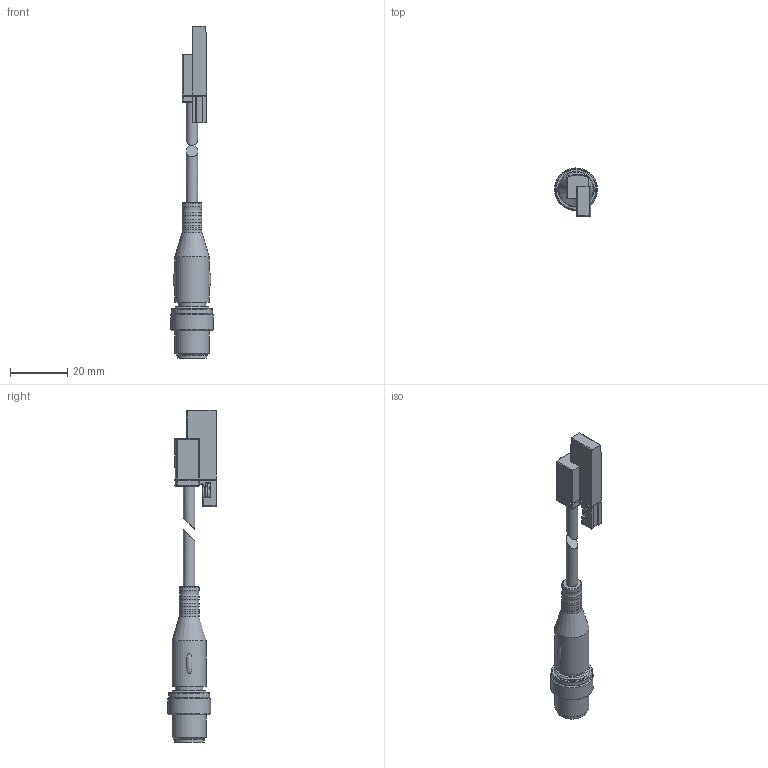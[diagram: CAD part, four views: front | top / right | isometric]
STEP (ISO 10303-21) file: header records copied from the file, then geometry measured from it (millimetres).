
FILE_DESCRIPTION(/* description */ ('STEP AP214'),/* implementation_level */ '2;1');
FILE_NAME(/* name */ '2476855_SDBT-BSW-1L-PU-W-0_3-N-M12',/* time_stamp */ '2024-09-14T23:32:31+02:00',/* author */ ('License CC BY-ND 4.0'),/* organization */ ('CADENAS'),/* preprocessor_version */ 'ST-DEVELOPER v19.3',/* originating_system */ 'PARTsolutions',/* authorisation */ ' ');
FILE_SCHEMA (('AP242_MANAGED_MODEL_BASED_3D_ENGINEERING_MIM_LF { 1 0 10303 442 3 1 4 }','AUTOMOTIVE_DESIGN {1 0 10303 214 3 1 1}'));
Length unit declared in the file: millimetre
Products named in the file (3): 2476855 SDBT-BSW-1L-PU-W-0.3-N-M12; 2476855 SDBT-BSW-1L-PU-W-0.3-N-M12_S; 2476855 SDBT-BSW-1L-PU-W-0.3-N-M12_ST
Assembly tree (2 placements, depth 2):
  2476855 SDBT-BSW-1L-PU-W-0.3-N-M12
    2476855 SDBT-BSW-1L-PU-W-0.3-N-M12_S
    2476855 SDBT-BSW-1L-PU-W-0.3-N-M12_ST
Bounding box: 15 x 17 x 116.42 mm (x, y, z)
Volume: 7564.9 mm3; surface area: 4430.1 mm2
Topology: 2 solids, 2 shells, 204 faces, 512 edges, 331 vertices
Faces by surface type: plane 102, cylinder 80, torus 15, cone 6, sphere 1
Full cylindrical faces by diameter (mm): 1 x3, 4 x3, 4.5 x1, 7 x5, 8.3 x1, 9.6 x1, 10.5 x1, 12 x2, 12.5 x1, 14.4 x1, 15 x1
Entity records: 7449 total; most frequent: CARTESIAN_POINT 1140, DIRECTION 1031, ORIENTED_EDGE 942, EDGE_CURVE 471, AXIS2_PLACEMENT_3D 379, VERTEX_POINT 325, LINE 273, VECTOR 273
